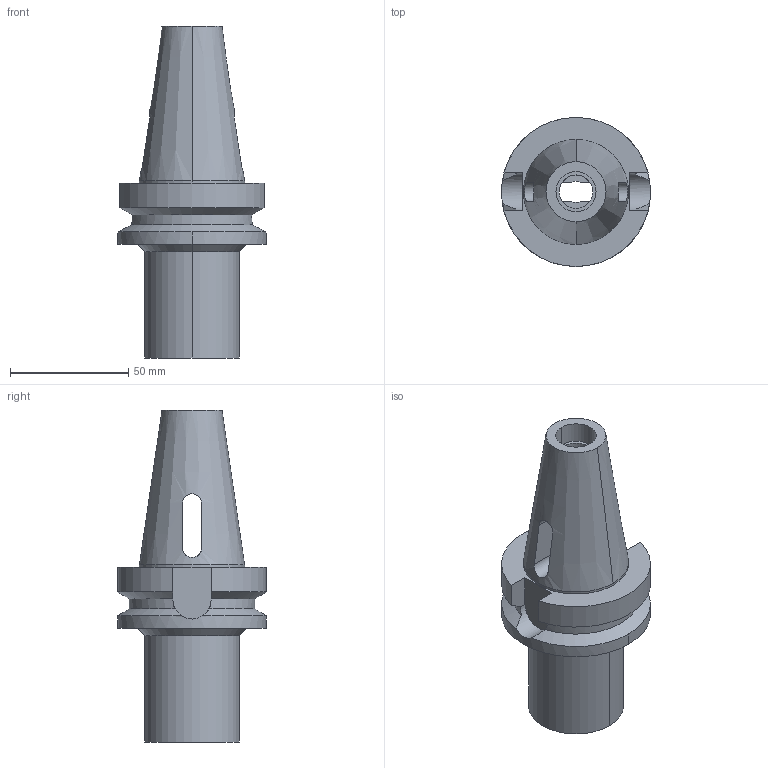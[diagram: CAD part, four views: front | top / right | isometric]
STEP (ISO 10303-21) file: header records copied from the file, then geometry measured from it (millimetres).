
FILE_DESCRIPTION((''),'2;1');
FILE_NAME('BBT40-MTA3-75','2018-08-21T',('ykawabe'),(''),'CREO PARAMETRIC BY PTC INC, 2016380','CREO PARAMETRIC BY PTC INC, 2016380','');
FILE_SCHEMA(('AUTOMOTIVE_DESIGN { 1 0 10303 214 1 1 1 1 }'));
Length unit declared in the file: millimetre
Products named in the file (1): BBT40-MTA3-75
Bounding box: 63 x 63 x 140.4 mm (x, y, z)
Volume: 150825.8 mm3; surface area: 33283.9 mm2
Topology: 1 solids, 1 shells, 54 faces, 164 edges, 114 vertices
Faces by surface type: cylinder 24, plane 20, cone 10
Entity records: 2793 total; most frequent: CARTESIAN_POINT 545, ORIENTED_EDGE 328, DIRECTION 318, PRESENTATION_STYLE_ASSIGNMENT 169, STYLED_ITEM 169, CURVE_STYLE 168, EDGE_CURVE 164, AXIS2_PLACEMENT_3D 125
